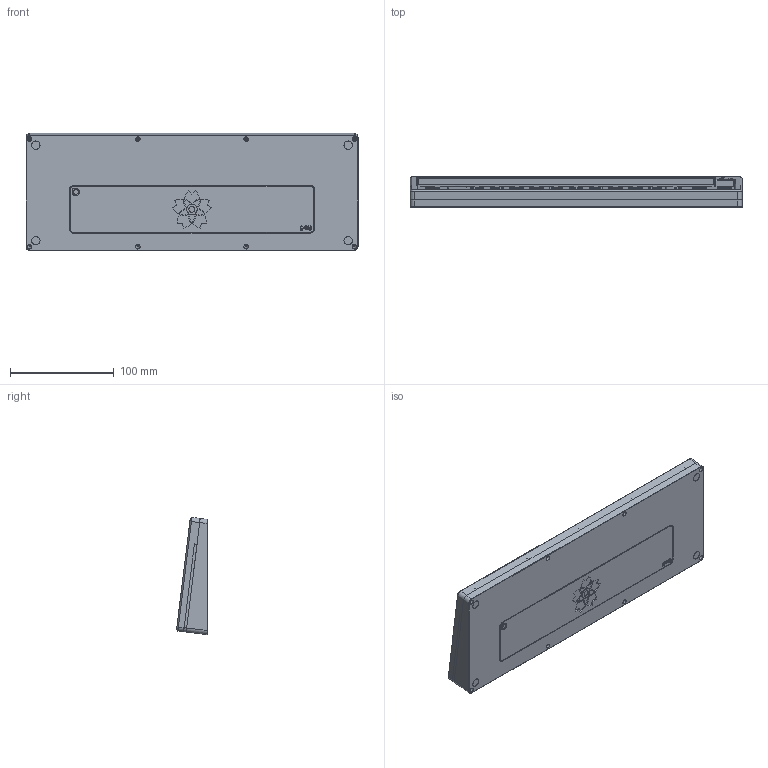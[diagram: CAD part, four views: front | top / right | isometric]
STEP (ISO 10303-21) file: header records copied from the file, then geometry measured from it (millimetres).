
FILE_DESCRIPTION(/* description */ (''),/* implementation_level */ '2;1');
FILE_NAME(/* name */ 'Kyuu.step',/* time_stamp */ '2020-11-29T14:07:44-06:00',/* author */ (''),/* organization */ (''),/* preprocessor_version */ 'ST-DEVELOPER v18.1',/* originating_system */ 'Autodesk Translation Framework v9.3.0.1241',/* authorisation */ '');
FILE_SCHEMA (('AUTOMOTIVE_DESIGN { 1 0 10303 214 3 1 1 }'));
Length unit declared in the file: millimetre
Products named in the file (1): Kyuu
Bounding box: 319.75 x 29.62 x 112.82 mm (x, y, z)
Volume: 370851.1 mm3; surface area: 178482.5 mm2
Topology: 5 solids, 5 shells, 1029 faces, 2792 edges, 1830 vertices
Faces by surface type: plane 583, cylinder 236, bspline 171, cone 39
Full cylindrical faces by diameter (mm): 2 x38, 2.5 x3, 3 x4, 3.25 x1, 4.25 x8, 5 x5, 5.81 x1, 6 x4, 8 x4
Entity records: 35343 total; most frequent: CARTESIAN_POINT 9667, ORIENTED_EDGE 5574, DIRECTION 4681, EDGE_CURVE 2787, LINE 1939, VECTOR 1939, VERTEX_POINT 1830, AXIS2_PLACEMENT_3D 1371
